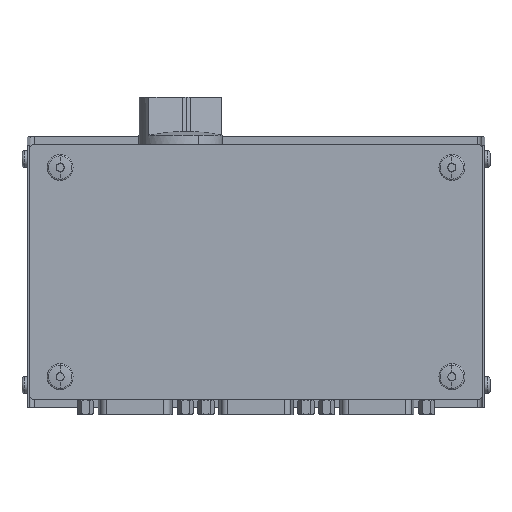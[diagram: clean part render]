
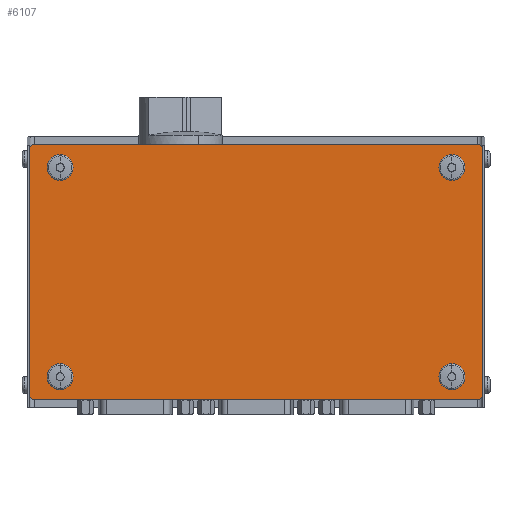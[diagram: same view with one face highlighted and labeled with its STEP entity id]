
A CAD part, front view. The second image highlights one B-rep face of the part: STEP entity #6107.
In plain terms, the highlighted planar face has unit normal (0, -1, 0).
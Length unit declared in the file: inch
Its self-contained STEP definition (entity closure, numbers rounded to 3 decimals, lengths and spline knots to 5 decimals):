
#28 = CARTESIAN_POINT ( 'NONE',  ( 2.97, -1.105, 1.6725 ) ) ;
#29 = DIRECTION ( 'NONE',  ( -1., 0., 0. ) ) ;
#281 = CARTESIAN_POINT ( 'NONE',  ( 2.57, -1.105, -1.4225 ) ) ;
#287 = CARTESIAN_POINT ( 'NONE',  ( 2.57, -1.105, -1.3225 ) ) ;
#455 = CARTESIAN_POINT ( 'NONE',  ( 2.57, -1.105, 1.4225 ) ) ;
#579 = CARTESIAN_POINT ( 'NONE',  ( 2.91, -1.105, 1.6725 ) ) ;
#607 = CARTESIAN_POINT ( 'NONE',  ( -2.57, -1.105, -1.4225 ) ) ;
#612 = CARTESIAN_POINT ( 'NONE',  ( -2.57, -1.105, 1.3225 ) ) ;
#674 = CARTESIAN_POINT ( 'NONE',  ( -2.91, -1.105, 1.6725 ) ) ;
#685 = CARTESIAN_POINT ( 'NONE',  ( -2.57, -1.105, -1.3225 ) ) ;
#715 = CARTESIAN_POINT ( 'NONE',  ( -2.57, -1.105, 1.4225 ) ) ;
#727 = CARTESIAN_POINT ( 'NONE',  ( 2.57, -1.105, 1.3225 ) ) ;
#2625 = ORIENTED_EDGE ( 'NONE', *, *, #21536, .T. ) ;
#2626 = ORIENTED_EDGE ( 'NONE', *, *, #30501, .T. ) ;
#2627 = ORIENTED_EDGE ( 'NONE', *, *, #21535, .T. ) ;
#2628 = ORIENTED_EDGE ( 'NONE', *, *, #21434, .T. ) ;
#2629 = ORIENTED_EDGE ( 'NONE', *, *, #21534, .T. ) ;
#2630 = ORIENTED_EDGE ( 'NONE', *, *, #20950, .F. ) ;
#2631 = ORIENTED_EDGE ( 'NONE', *, *, #21533, .T. ) ;
#2632 = ORIENTED_EDGE ( 'NONE', *, *, #21445, .F. ) ;
#2633 = ORIENTED_EDGE ( 'NONE', *, *, #21798, .F. ) ;
#2634 = ORIENTED_EDGE ( 'NONE', *, *, #21532, .F. ) ;
#2635 = ORIENTED_EDGE ( 'NONE', *, *, #21789, .F. ) ;
#2636 = ORIENTED_EDGE ( 'NONE', *, *, #21531, .F. ) ;
#2637 = ORIENTED_EDGE ( 'NONE', *, *, #21781, .F. ) ;
#2638 = ORIENTED_EDGE ( 'NONE', *, *, #21530, .F. ) ;
#2639 = ORIENTED_EDGE ( 'NONE', *, *, #21773, .F. ) ;
#2640 = ORIENTED_EDGE ( 'NONE', *, *, #21529, .F. ) ;
#3843 = CARTESIAN_POINT ( 'NONE',  ( -2.97, -1.105, 1.6125 ) ) ;
#3846 = CARTESIAN_POINT ( 'NONE',  ( -2.97, -1.105, -1.6125 ) ) ;
#3869 = CARTESIAN_POINT ( 'NONE',  ( 2.97, -1.105, 1.6125 ) ) ;
#3872 = CARTESIAN_POINT ( 'NONE',  ( 2.97, -1.105, -1.6125 ) ) ;
#6107 = ADVANCED_FACE ( 'NONE', ( #23706, #23711, #23709, #23710, #23705 ), #25279, .T. ) ;
#6888 = VERTEX_POINT ( 'NONE', #13915 ) ;
#8938 = LINE ( 'NONE', #28, #8941 ) ;
#8941 = VECTOR ( 'NONE', #29, 39.37008 ) ;
#10514 = CARTESIAN_POINT ( 'NONE',  ( 2.91, -1.105, -1.6725 ) ) ;
#12350 = CARTESIAN_POINT ( 'NONE',  ( 2.97, -1.105, -1.6725 ) ) ;
#12351 = DIRECTION ( 'NONE',  ( -1., 0., 0. ) ) ;
#13915 = CARTESIAN_POINT ( 'NONE',  ( -2.91, -1.105, -1.6725 ) ) ;
#14955 = CARTESIAN_POINT ( 'NONE',  ( 2.97, -1.105, 1.6575 ) ) ;
#14957 = DIRECTION ( 'NONE',  ( 0., 0., 1. ) ) ;
#14974 = CARTESIAN_POINT ( 'NONE',  ( -2.97, -1.105, 1.6575 ) ) ;
#14980 = DIRECTION ( 'NONE',  ( 0., 0., 1. ) ) ;
#15169 = CARTESIAN_POINT ( 'NONE',  ( 2.57, -1.105, 1.3725 ) ) ;
#15170 = DIRECTION ( 'NONE',  ( 0., -1., 0. ) ) ;
#15171 = DIRECTION ( 'NONE',  ( 0., 0., -1. ) ) ;
#15172 = CARTESIAN_POINT ( 'NONE',  ( 2.57, -1.105, -1.3725 ) ) ;
#15173 = DIRECTION ( 'NONE',  ( 0., -1., 0. ) ) ;
#15174 = DIRECTION ( 'NONE',  ( 0., 0., -1. ) ) ;
#16582 = CARTESIAN_POINT ( 'NONE',  ( -2.57, -1.105, -1.3725 ) ) ;
#16583 = DIRECTION ( 'NONE',  ( 0., -1., 0. ) ) ;
#16584 = DIRECTION ( 'NONE',  ( 0., 0., -1. ) ) ;
#16585 = CARTESIAN_POINT ( 'NONE',  ( -2.57, -1.105, 1.3725 ) ) ;
#16586 = DIRECTION ( 'NONE',  ( 0., -1., 0. ) ) ;
#16587 = DIRECTION ( 'NONE',  ( 0., 0., -1. ) ) ;
#16588 = CARTESIAN_POINT ( 'NONE',  ( -2.91, -1.105, -1.6125 ) ) ;
#16589 = DIRECTION ( 'NONE',  ( 0., -1., 0. ) ) ;
#16590 = DIRECTION ( 'NONE',  ( 0., 0., -1. ) ) ;
#16591 = CARTESIAN_POINT ( 'NONE',  ( 2.91, -1.105, -1.6125 ) ) ;
#16592 = DIRECTION ( 'NONE',  ( 0., -1., 0. ) ) ;
#16593 = DIRECTION ( 'NONE',  ( 0., 0., -1. ) ) ;
#16594 = CARTESIAN_POINT ( 'NONE',  ( 2.91, -1.105, 1.6125 ) ) ;
#16595 = DIRECTION ( 'NONE',  ( 0., -1., 0. ) ) ;
#16596 = DIRECTION ( 'NONE',  ( 0., 0., -1. ) ) ;
#16599 = CARTESIAN_POINT ( 'NONE',  ( -2.91, -1.105, 1.6125 ) ) ;
#16600 = DIRECTION ( 'NONE',  ( 0., -1., 0. ) ) ;
#16601 = DIRECTION ( 'NONE',  ( 0., 0., -1. ) ) ;
#17778 = AXIS2_PLACEMENT_3D ( 'NONE', #25276, #25271, #25282 ) ;
#17828 = VERTEX_POINT ( 'NONE', #3843 ) ;
#17829 = VERTEX_POINT ( 'NONE', #3846 ) ;
#17839 = VERTEX_POINT ( 'NONE', #3869 ) ;
#17840 = VERTEX_POINT ( 'NONE', #3872 ) ;
#18223 = CIRCLE ( 'NONE', #28564, 0.05 ) ;
#18225 = CIRCLE ( 'NONE', #28561, 0.05 ) ;
#18226 = CIRCLE ( 'NONE', #28567, 0.05 ) ;
#18227 = CIRCLE ( 'NONE', #28570, 0.05 ) ;
#18228 = CIRCLE ( 'NONE', #28573, 0.06 ) ;
#18230 = CIRCLE ( 'NONE', #28576, 0.06 ) ;
#18231 = CIRCLE ( 'NONE', #28581, 0.06 ) ;
#18232 = CIRCLE ( 'NONE', #28584, 0.06 ) ;
#18536 = CIRCLE ( 'NONE', #28728, 0.05 ) ;
#18542 = CIRCLE ( 'NONE', #28736, 0.05 ) ;
#18548 = CIRCLE ( 'NONE', #28742, 0.05 ) ;
#18554 = CIRCLE ( 'NONE', #28748, 0.05 ) ;
#18909 = CARTESIAN_POINT ( 'NONE',  ( 2.57, -1.105, 1.3725 ) ) ;
#18910 = DIRECTION ( 'NONE',  ( 0., -1., 0. ) ) ;
#18911 = DIRECTION ( 'NONE',  ( 0., 0., -1. ) ) ;
#18919 = CARTESIAN_POINT ( 'NONE',  ( 2.57, -1.105, -1.3725 ) ) ;
#18920 = DIRECTION ( 'NONE',  ( 0., -1., 0. ) ) ;
#18921 = DIRECTION ( 'NONE',  ( 0., 0., -1. ) ) ;
#18929 = CARTESIAN_POINT ( 'NONE',  ( -2.57, -1.105, -1.3725 ) ) ;
#18930 = DIRECTION ( 'NONE',  ( 0., -1., 0. ) ) ;
#18931 = DIRECTION ( 'NONE',  ( 0., 0., -1. ) ) ;
#18940 = CARTESIAN_POINT ( 'NONE',  ( -2.57, -1.105, 1.3725 ) ) ;
#18941 = DIRECTION ( 'NONE',  ( 0., -1., 0. ) ) ;
#18942 = DIRECTION ( 'NONE',  ( 0., 0., -1. ) ) ;
#20950 = EDGE_CURVE ( 'NONE', #26390, #6888, #29533, .T. ) ;
#21434 = EDGE_CURVE ( 'NONE', #17840, #17839, #29750, .T. ) ;
#21445 = EDGE_CURVE ( 'NONE', #17829, #17828, #29769, .T. ) ;
#21529 = EDGE_CURVE ( 'NONE', #32766, #32597, #18225, .T. ) ;
#21530 = EDGE_CURVE ( 'NONE', #30908, #30941, #18223, .T. ) ;
#21531 = EDGE_CURVE ( 'NONE', #32691, #32739, #18226, .T. ) ;
#21532 = EDGE_CURVE ( 'NONE', #32694, #32759, #18227, .T. ) ;
#21533 = EDGE_CURVE ( 'NONE', #17829, #6888, #18228, .T. ) ;
#21534 = EDGE_CURVE ( 'NONE', #26390, #17840, #18230, .T. ) ;
#21535 = EDGE_CURVE ( 'NONE', #17839, #32674, #18231, .T. ) ;
#21536 = EDGE_CURVE ( 'NONE', #32731, #17828, #18232, .T. ) ;
#21773 = EDGE_CURVE ( 'NONE', #32597, #32766, #18536, .T. ) ;
#21781 = EDGE_CURVE ( 'NONE', #30941, #30908, #18542, .T. ) ;
#21789 = EDGE_CURVE ( 'NONE', #32739, #32691, #18548, .T. ) ;
#21798 = EDGE_CURVE ( 'NONE', #32759, #32694, #18554, .T. ) ;
#23705 = FACE_OUTER_BOUND ( 'NONE', #30733, .T. ) ;
#23706 = FACE_BOUND ( 'NONE', #30761, .T. ) ;
#23709 = FACE_BOUND ( 'NONE', #30728, .T. ) ;
#23710 = FACE_BOUND ( 'NONE', #30742, .T. ) ;
#23711 = FACE_BOUND ( 'NONE', #30735, .T. ) ;
#25271 = DIRECTION ( 'NONE',  ( 0., -1., 0. ) ) ;
#25276 = CARTESIAN_POINT ( 'NONE',  ( 2.97, -1.105, 1.6575 ) ) ;
#25279 = PLANE ( 'NONE',  #17778 ) ;
#25282 = DIRECTION ( 'NONE',  ( 0., 0., -1. ) ) ;
#26390 = VERTEX_POINT ( 'NONE', #10514 ) ;
#28561 = AXIS2_PLACEMENT_3D ( 'NONE', #15169, #15170, #15171 ) ;
#28564 = AXIS2_PLACEMENT_3D ( 'NONE', #15172, #15173, #15174 ) ;
#28567 = AXIS2_PLACEMENT_3D ( 'NONE', #16582, #16583, #16584 ) ;
#28570 = AXIS2_PLACEMENT_3D ( 'NONE', #16585, #16586, #16587 ) ;
#28573 = AXIS2_PLACEMENT_3D ( 'NONE', #16588, #16589, #16590 ) ;
#28576 = AXIS2_PLACEMENT_3D ( 'NONE', #16591, #16592, #16593 ) ;
#28581 = AXIS2_PLACEMENT_3D ( 'NONE', #16594, #16595, #16596 ) ;
#28584 = AXIS2_PLACEMENT_3D ( 'NONE', #16599, #16600, #16601 ) ;
#28728 = AXIS2_PLACEMENT_3D ( 'NONE', #18909, #18910, #18911 ) ;
#28736 = AXIS2_PLACEMENT_3D ( 'NONE', #18919, #18920, #18921 ) ;
#28742 = AXIS2_PLACEMENT_3D ( 'NONE', #18929, #18930, #18931 ) ;
#28748 = AXIS2_PLACEMENT_3D ( 'NONE', #18940, #18941, #18942 ) ;
#29533 = LINE ( 'NONE', #12350, #29538 ) ;
#29538 = VECTOR ( 'NONE', #12351, 39.37008 ) ;
#29750 = LINE ( 'NONE', #14955, #29753 ) ;
#29753 = VECTOR ( 'NONE', #14957, 39.37008 ) ;
#29769 = LINE ( 'NONE', #14974, #29774 ) ;
#29774 = VECTOR ( 'NONE', #14980, 39.37008 ) ;
#30501 = EDGE_CURVE ( 'NONE', #32674, #32731, #8938, .T. ) ;
#30728 = EDGE_LOOP ( 'NONE', ( #2636, #2635 ) ) ;
#30733 = EDGE_LOOP ( 'NONE', ( #2632, #2631, #2630, #2629, #2628, #2627, #2626, #2625 ) ) ;
#30735 = EDGE_LOOP ( 'NONE', ( #2638, #2637 ) ) ;
#30742 = EDGE_LOOP ( 'NONE', ( #2634, #2633 ) ) ;
#30761 = EDGE_LOOP ( 'NONE', ( #2640, #2639 ) ) ;
#30908 = VERTEX_POINT ( 'NONE', #281 ) ;
#30941 = VERTEX_POINT ( 'NONE', #287 ) ;
#32597 = VERTEX_POINT ( 'NONE', #455 ) ;
#32674 = VERTEX_POINT ( 'NONE', #579 ) ;
#32691 = VERTEX_POINT ( 'NONE', #607 ) ;
#32694 = VERTEX_POINT ( 'NONE', #612 ) ;
#32731 = VERTEX_POINT ( 'NONE', #674 ) ;
#32739 = VERTEX_POINT ( 'NONE', #685 ) ;
#32759 = VERTEX_POINT ( 'NONE', #715 ) ;
#32766 = VERTEX_POINT ( 'NONE', #727 ) ;
